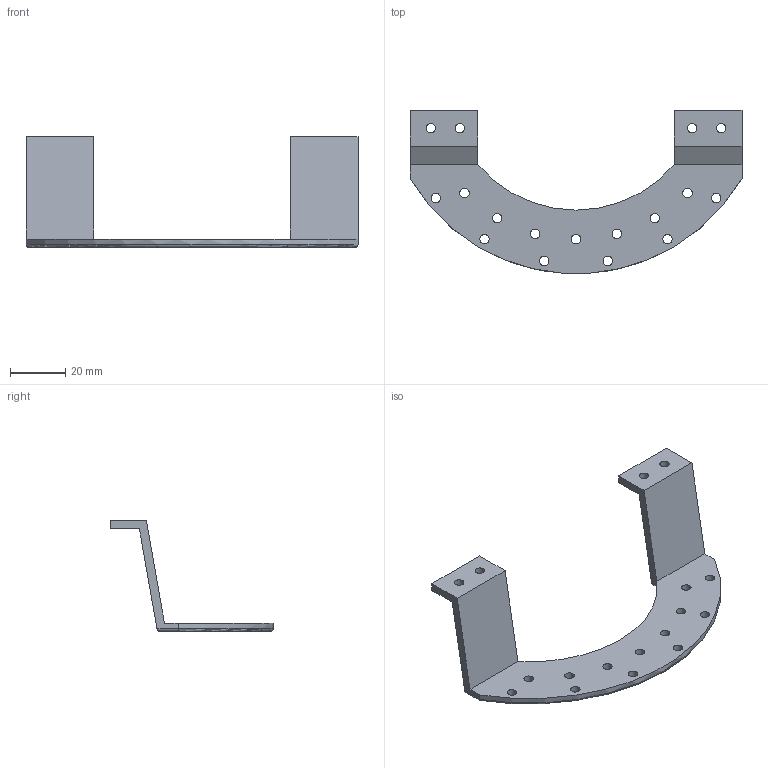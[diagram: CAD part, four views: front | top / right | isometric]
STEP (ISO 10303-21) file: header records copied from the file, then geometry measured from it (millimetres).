
FILE_DESCRIPTION(('FreeCAD Model'),'2;1');
FILE_NAME('Open CASCADE Shape Model','2023-12-21T01:05:53',(''),(''), 'Open CASCADE STEP processor 7.7','FreeCAD','Unknown');
FILE_SCHEMA(('AUTOMOTIVE_DESIGN { 1 0 10303 214 1 1 1 1 }'));
Length unit declared in the file: millimetre
Products named in the file (1): SensorBar
Bounding box: 120 x 58.99 x 40 mm (x, y, z)
Volume: 15067 mm3; surface area: 11970 mm2
Topology: 1 solids, 1 shells, 43 faces, 119 edges, 78 vertices
Faces by surface type: cylinder 25, plane 16, torus 2
Full cylindrical faces by diameter (mm): 3.4 x17
Entity records: 1577 total; most frequent: CARTESIAN_POINT 345, DIRECTION 253, ORIENTED_EDGE 238, EDGE_CURVE 119, AXIS2_PLACEMENT_3D 94, VERTEX_POINT 78, FACE_BOUND 77, EDGE_LOOP 77
